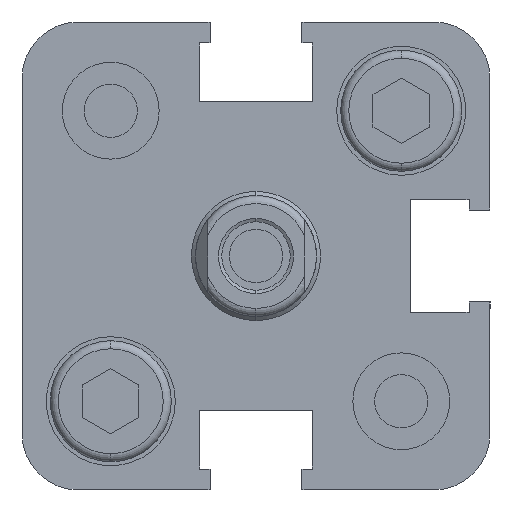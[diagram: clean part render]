
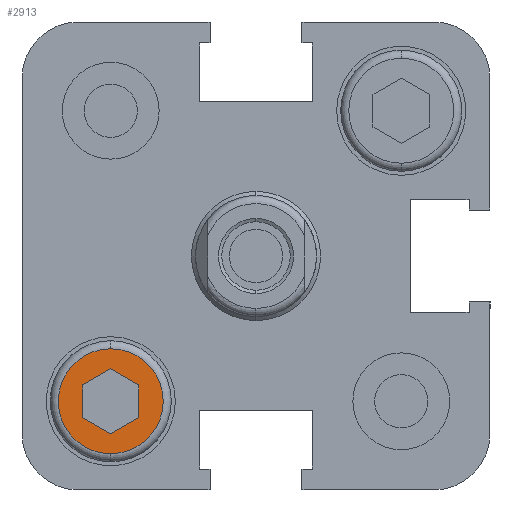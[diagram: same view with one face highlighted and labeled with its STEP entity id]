
A CAD part, left-side view. The second image highlights one B-rep face of the part: STEP entity #2913.
In plain terms, the highlighted planar face has unit normal (-1, 0, 0).
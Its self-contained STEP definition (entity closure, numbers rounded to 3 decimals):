
#164 = EDGE_CURVE ( 'NONE', #3489, #3488, #2782, .T. ) ;
#170 = EDGE_CURVE ( 'NONE', #3364, #3365, #2765, .T. ) ;
#171 = EDGE_CURVE ( 'NONE', #3368, #3367, #2794, .T. ) ;
#172 = EDGE_CURVE ( 'NONE', #3366, #3368, #2797, .T. ) ;
#173 = EDGE_CURVE ( 'NONE', #3365, #3366, #2860, .T. ) ;
#174 = EDGE_CURVE ( 'NONE', #3363, #3364, #2806, .T. ) ;
#175 = EDGE_CURVE ( 'NONE', #3367, #3363, #2770, .T. ) ;
#220 = EDGE_CURVE ( 'NONE', #3488, #3489, #3607, .T. ) ;
#517 = AXIS2_PLACEMENT_3D ( 'NONE', #3025, #2094, #2093 ) ;
#526 = AXIS2_PLACEMENT_3D ( 'NONE', #932, #933, #934 ) ;
#661 = AXIS2_PLACEMENT_3D ( 'NONE', #1788, #1797, #1798 ) ;
#932 = CARTESIAN_POINT ( 'NONE',  ( 0.5, 9., -9. ) ) ;
#933 = DIRECTION ( 'NONE',  ( -1., 0., 0. ) ) ;
#934 = DIRECTION ( 'NONE',  ( 0., 0., 1. ) ) ;
#1788 = CARTESIAN_POINT ( 'NONE',  ( 0.5, 9., -9. ) ) ;
#1796 = PLANE ( 'NONE',  #661 ) ;
#1797 = DIRECTION ( 'NONE',  ( -1., 0., 0. ) ) ;
#1798 = DIRECTION ( 'NONE',  ( 0., 0., 1. ) ) ;
#2092 = CARTESIAN_POINT ( 'NONE',  ( 0.5, 10.75, -7.99 ) ) ;
#2093 = DIRECTION ( 'NONE',  ( 0., 0., 1. ) ) ;
#2094 = DIRECTION ( 'NONE',  ( -1., 0., 0. ) ) ;
#2095 = DIRECTION ( 'NONE',  ( 0., 0., -1. ) ) ;
#2753 = VECTOR ( 'NONE', #3035, 1000. ) ;
#2760 = VECTOR ( 'NONE', #3044, 1000. ) ;
#2764 = VECTOR ( 'NONE', #3042, 1000. ) ;
#2765 = LINE ( 'NONE', #3034, #2753 ) ;
#2767 = VECTOR ( 'NONE', #2095, 1000. ) ;
#2770 = LINE ( 'NONE', #3041, #2760 ) ;
#2779 = VECTOR ( 'NONE', #3038, 1000. ) ;
#2781 = VECTOR ( 'NONE', #3040, 1000. ) ;
#2782 = CIRCLE ( 'NONE', #517, 3.25 ) ;
#2794 = LINE ( 'NONE', #2092, #2767 ) ;
#2797 = LINE ( 'NONE', #3036, #2779 ) ;
#2806 = LINE ( 'NONE', #3039, #2764 ) ;
#2860 = LINE ( 'NONE', #3037, #2781 ) ;
#2913 = ADVANCED_FACE ( 'NONE', ( #4028, #3999 ), #1796, .T. ) ;
#3025 = CARTESIAN_POINT ( 'NONE',  ( 0.5, 9., -9. ) ) ;
#3034 = CARTESIAN_POINT ( 'NONE',  ( 0.5, 7.25, -10.01 ) ) ;
#3035 = DIRECTION ( 'NONE',  ( 0., 0., 1. ) ) ;
#3036 = CARTESIAN_POINT ( 'NONE',  ( 0.5, 9., -6.979 ) ) ;
#3037 = CARTESIAN_POINT ( 'NONE',  ( 0.5, 7.25, -7.99 ) ) ;
#3038 = DIRECTION ( 'NONE',  ( 0., 0.866, -0.5 ) ) ;
#3039 = CARTESIAN_POINT ( 'NONE',  ( 0.5, 9., -11.021 ) ) ;
#3040 = DIRECTION ( 'NONE',  ( 0., 0.866, 0.5 ) ) ;
#3041 = CARTESIAN_POINT ( 'NONE',  ( 0.5, 10.75, -10.01 ) ) ;
#3042 = DIRECTION ( 'NONE',  ( 0., -0.866, 0.5 ) ) ;
#3044 = DIRECTION ( 'NONE',  ( 0., -0.866, -0.5 ) ) ;
#3363 = VERTEX_POINT ( 'NONE', #4425 ) ;
#3364 = VERTEX_POINT ( 'NONE', #4426 ) ;
#3365 = VERTEX_POINT ( 'NONE', #4427 ) ;
#3366 = VERTEX_POINT ( 'NONE', #4428 ) ;
#3367 = VERTEX_POINT ( 'NONE', #4429 ) ;
#3368 = VERTEX_POINT ( 'NONE', #4430 ) ;
#3488 = VERTEX_POINT ( 'NONE', #4550 ) ;
#3489 = VERTEX_POINT ( 'NONE', #4551 ) ;
#3607 = CIRCLE ( 'NONE', #526, 3.25 ) ;
#3999 = FACE_BOUND ( 'NONE', #5251, .T. ) ;
#4028 = FACE_OUTER_BOUND ( 'NONE', #5267, .T. ) ;
#4425 = CARTESIAN_POINT ( 'NONE',  ( 0.5, 9., -11.021 ) ) ;
#4426 = CARTESIAN_POINT ( 'NONE',  ( 0.5, 7.25, -10.01 ) ) ;
#4427 = CARTESIAN_POINT ( 'NONE',  ( 0.5, 7.25, -7.99 ) ) ;
#4428 = CARTESIAN_POINT ( 'NONE',  ( 0.5, 9., -6.979 ) ) ;
#4429 = CARTESIAN_POINT ( 'NONE',  ( 0.5, 10.75, -10.01 ) ) ;
#4430 = CARTESIAN_POINT ( 'NONE',  ( 0.5, 10.75, -7.99 ) ) ;
#4550 = CARTESIAN_POINT ( 'NONE',  ( 0.5, 9., -5.75 ) ) ;
#4551 = CARTESIAN_POINT ( 'NONE',  ( 0.5, 9., -12.25 ) ) ;
#5251 = EDGE_LOOP ( 'NONE', ( #5506, #5507, #5508, #5509, #5510, #5511 ) ) ;
#5267 = EDGE_LOOP ( 'NONE', ( #5504, #5505 ) ) ;
#5504 = ORIENTED_EDGE ( 'NONE', *, *, #220, .T. ) ;
#5505 = ORIENTED_EDGE ( 'NONE', *, *, #164, .T. ) ;
#5506 = ORIENTED_EDGE ( 'NONE', *, *, #171, .F. ) ;
#5507 = ORIENTED_EDGE ( 'NONE', *, *, #172, .F. ) ;
#5508 = ORIENTED_EDGE ( 'NONE', *, *, #173, .F. ) ;
#5509 = ORIENTED_EDGE ( 'NONE', *, *, #170, .F. ) ;
#5510 = ORIENTED_EDGE ( 'NONE', *, *, #174, .F. ) ;
#5511 = ORIENTED_EDGE ( 'NONE', *, *, #175, .F. ) ;
